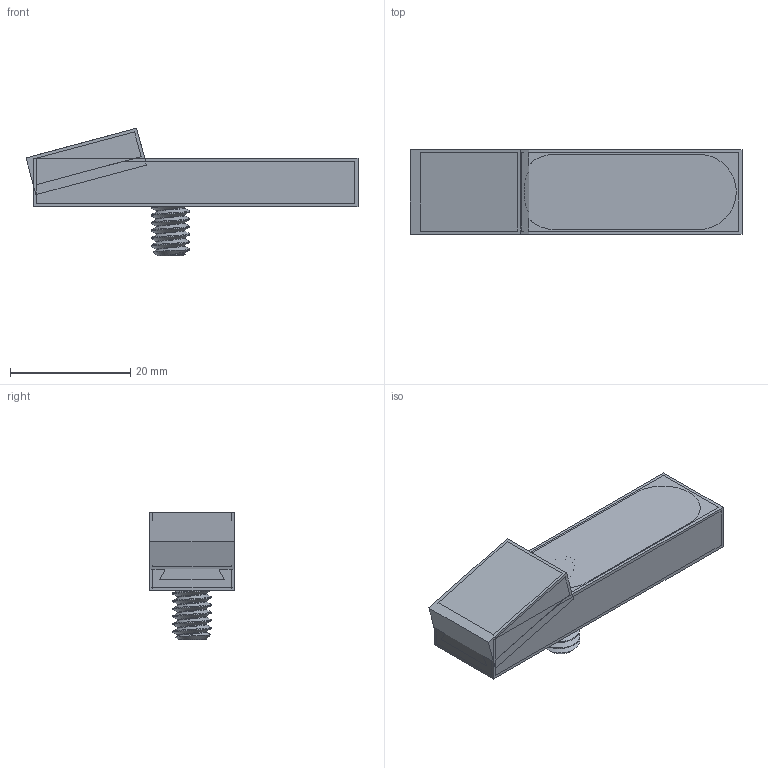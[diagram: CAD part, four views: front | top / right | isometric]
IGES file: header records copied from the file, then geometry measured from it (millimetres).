
Global section: file name: Toe Clamp_v61; native system: unknown; preprocessor: unknown; author: unknown; organization: unknown; date: 20200923.185822; units: millimetre
Bounding box: 55.23 x 14 x 21.23 mm (x, y, z)
Volume: 12616.3 mm3; surface area: 8245.4 mm2
Topology: 6 solids, 6 shells, 153 faces, 346 edges, 208 vertices
Faces by surface type: bspline 153
